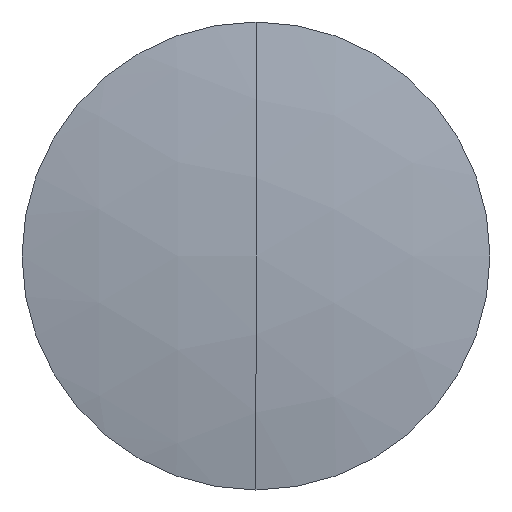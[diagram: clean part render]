
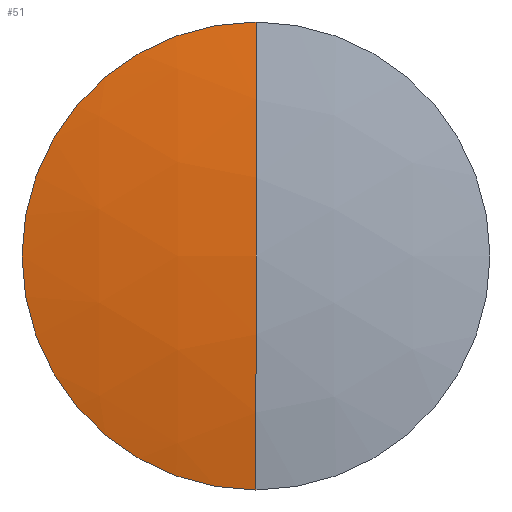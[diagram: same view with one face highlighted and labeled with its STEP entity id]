
A CAD part, left-side view. The second image highlights one B-rep face of the part: STEP entity #51.
In plain terms, the highlighted spherical face has radius 63.146 mm.
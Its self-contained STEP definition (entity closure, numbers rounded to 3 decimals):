
#1 = EDGE_LOOP ( 'NONE', ( #308, #330, #291 ) ) ;
#15 = FACE_OUTER_BOUND ( 'NONE', #1, .T. ) ;
#21 = CIRCLE ( 'NONE', #253, 63.146 ) ;
#40 = DIRECTION ( 'NONE',  ( 0., 0., 1. ) ) ;
#46 = CIRCLE ( 'NONE', #273, 12.5 ) ;
#51 = ADVANCED_FACE ( 'NONE', ( #15 ), #196, .T. ) ;
#68 = CARTESIAN_POINT ( 'NONE',  ( 57.422, 0., 0. ) ) ;
#92 = CARTESIAN_POINT ( 'NONE',  ( 120.568, 0., 0. ) ) ;
#103 = CARTESIAN_POINT ( 'NONE',  ( 58.671, 0., -12.5 ) ) ;
#104 = DIRECTION ( 'NONE',  ( 0., -1., 0. ) ) ;
#106 = CIRCLE ( 'NONE', #303, 63.146 ) ;
#108 = EDGE_CURVE ( 'NONE', #159, #110, #106, .T. ) ;
#110 = VERTEX_POINT ( 'NONE', #68 ) ;
#115 = DIRECTION ( 'NONE',  ( -1., 0., 0. ) ) ;
#127 = EDGE_CURVE ( 'NONE', #142, #159, #46, .T. ) ;
#131 = DIRECTION ( 'NONE',  ( 0., 1., 0. ) ) ;
#142 = VERTEX_POINT ( 'NONE', #254 ) ;
#159 = VERTEX_POINT ( 'NONE', #103 ) ;
#171 = AXIS2_PLACEMENT_3D ( 'NONE', #92, #131, #185 ) ;
#172 = DIRECTION ( 'NONE',  ( 0., 1., 0. ) ) ;
#185 = DIRECTION ( 'NONE',  ( 0., 0., 1. ) ) ;
#196 = SPHERICAL_SURFACE ( 'NONE', #171, 63.146 ) ;
#220 = EDGE_CURVE ( 'NONE', #142, #110, #21, .T. ) ;
#227 = DIRECTION ( 'NONE',  ( 0., 0., 1. ) ) ;
#243 = DIRECTION ( 'NONE',  ( 0., 0., -1. ) ) ;
#253 = AXIS2_PLACEMENT_3D ( 'NONE', #271, #104, #243 ) ;
#254 = CARTESIAN_POINT ( 'NONE',  ( 58.671, 0., 12.5 ) ) ;
#271 = CARTESIAN_POINT ( 'NONE',  ( 120.568, 0., 0. ) ) ;
#273 = AXIS2_PLACEMENT_3D ( 'NONE', #282, #115, #40 ) ;
#282 = CARTESIAN_POINT ( 'NONE',  ( 58.671, 0., 0. ) ) ;
#291 = ORIENTED_EDGE ( 'NONE', *, *, #220, .F. ) ;
#303 = AXIS2_PLACEMENT_3D ( 'NONE', #332, #172, #227 ) ;
#308 = ORIENTED_EDGE ( 'NONE', *, *, #127, .T. ) ;
#330 = ORIENTED_EDGE ( 'NONE', *, *, #108, .T. ) ;
#332 = CARTESIAN_POINT ( 'NONE',  ( 120.568, 0., 0. ) ) ;
